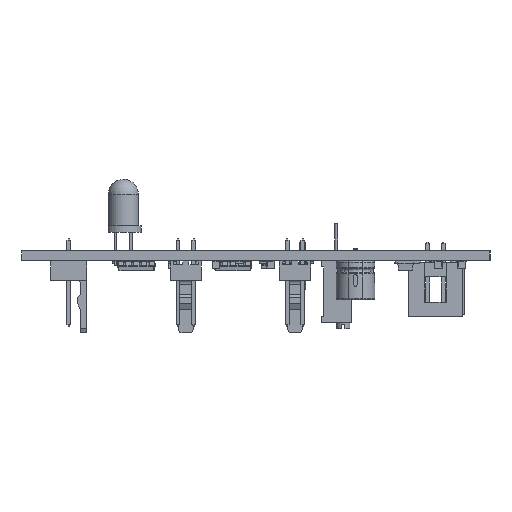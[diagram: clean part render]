
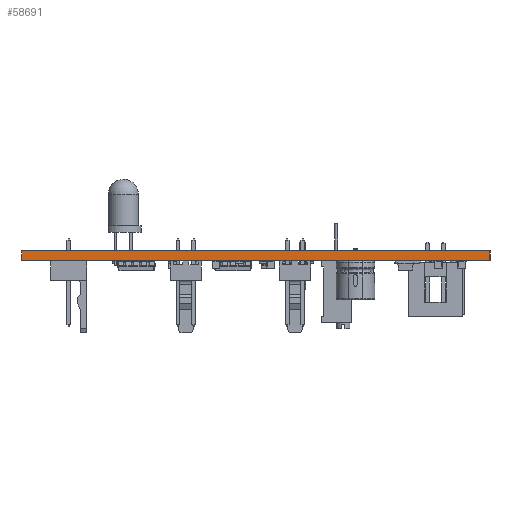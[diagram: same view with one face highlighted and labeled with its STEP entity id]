
A CAD part, left-side view. The second image highlights one B-rep face of the part: STEP entity #58691.
In plain terms, the highlighted planar face has unit normal (-1, 0, 0).
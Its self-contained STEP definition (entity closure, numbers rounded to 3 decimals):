
#58510 = PLANE('',#58511);
#58511 = AXIS2_PLACEMENT_3D('',#58512,#58513,#58514);
#58512 = CARTESIAN_POINT('',(209.296,-135.743,0.));
#58513 = DIRECTION('',(0.,-1.,0.));
#58514 = DIRECTION('',(-1.,0.,0.));
#58535 = VERTEX_POINT('',#58536);
#58536 = CARTESIAN_POINT('',(86.106,-135.743,1.58));
#58550 = PLANE('',#58551);
#58551 = AXIS2_PLACEMENT_3D('',#58552,#58553,#58554);
#58552 = CARTESIAN_POINT('',(147.701,-97.643,1.58));
#58553 = DIRECTION('',(-0.,-0.,-1.));
#58554 = DIRECTION('',(-1.,0.,0.));
#58562 = EDGE_CURVE('',#58563,#58535,#58565,.T.);
#58563 = VERTEX_POINT('',#58564);
#58564 = CARTESIAN_POINT('',(86.106,-135.743,0.));
#58565 = SURFACE_CURVE('',#58566,(#58570,#58577),.PCURVE_S1.);
#58566 = LINE('',#58567,#58568);
#58567 = CARTESIAN_POINT('',(86.106,-135.743,0.));
#58568 = VECTOR('',#58569,1.);
#58569 = DIRECTION('',(0.,0.,1.));
#58570 = PCURVE('',#58510,#58571);
#58571 = DEFINITIONAL_REPRESENTATION('',(#58572),#58576);
#58572 = LINE('',#58573,#58574);
#58573 = CARTESIAN_POINT('',(123.19,0.));
#58574 = VECTOR('',#58575,1.);
#58575 = DIRECTION('',(0.,-1.));
#58576 = ( GEOMETRIC_REPRESENTATION_CONTEXT(2) 
PARAMETRIC_REPRESENTATION_CONTEXT() REPRESENTATION_CONTEXT('2D SPACE',''
  ) );
#58577 = PCURVE('',#58578,#58583);
#58578 = PLANE('',#58579);
#58579 = AXIS2_PLACEMENT_3D('',#58580,#58581,#58582);
#58580 = CARTESIAN_POINT('',(86.106,-135.743,0.));
#58581 = DIRECTION('',(-1.,0.,0.));
#58582 = DIRECTION('',(0.,1.,0.));
#58583 = DEFINITIONAL_REPRESENTATION('',(#58584),#58588);
#58584 = LINE('',#58585,#58586);
#58585 = CARTESIAN_POINT('',(0.,0.));
#58586 = VECTOR('',#58587,1.);
#58587 = DIRECTION('',(0.,-1.));
#58588 = ( GEOMETRIC_REPRESENTATION_CONTEXT(2) 
PARAMETRIC_REPRESENTATION_CONTEXT() REPRESENTATION_CONTEXT('2D SPACE',''
  ) );
#58604 = PLANE('',#58605);
#58605 = AXIS2_PLACEMENT_3D('',#58606,#58607,#58608);
#58606 = CARTESIAN_POINT('',(147.701,-97.643,0.));
#58607 = DIRECTION('',(-0.,-0.,-1.));
#58608 = DIRECTION('',(-1.,0.,0.));
#58637 = PLANE('',#58638);
#58638 = AXIS2_PLACEMENT_3D('',#58639,#58640,#58641);
#58639 = CARTESIAN_POINT('',(86.106,-59.543,0.));
#58640 = DIRECTION('',(0.,1.,0.));
#58641 = DIRECTION('',(1.,0.,0.));
#58691 = ADVANCED_FACE('',(#58692),#58578,.T.);
#58692 = FACE_BOUND('',#58693,.T.);
#58693 = EDGE_LOOP('',(#58694,#58695,#58718,#58741));
#58694 = ORIENTED_EDGE('',*,*,#58562,.T.);
#58695 = ORIENTED_EDGE('',*,*,#58696,.T.);
#58696 = EDGE_CURVE('',#58535,#58697,#58699,.T.);
#58697 = VERTEX_POINT('',#58698);
#58698 = CARTESIAN_POINT('',(86.106,-59.543,1.58));
#58699 = SURFACE_CURVE('',#58700,(#58704,#58711),.PCURVE_S1.);
#58700 = LINE('',#58701,#58702);
#58701 = CARTESIAN_POINT('',(86.106,-135.743,1.58));
#58702 = VECTOR('',#58703,1.);
#58703 = DIRECTION('',(0.,1.,0.));
#58704 = PCURVE('',#58578,#58705);
#58705 = DEFINITIONAL_REPRESENTATION('',(#58706),#58710);
#58706 = LINE('',#58707,#58708);
#58707 = CARTESIAN_POINT('',(0.,-1.58));
#58708 = VECTOR('',#58709,1.);
#58709 = DIRECTION('',(1.,0.));
#58710 = ( GEOMETRIC_REPRESENTATION_CONTEXT(2) 
PARAMETRIC_REPRESENTATION_CONTEXT() REPRESENTATION_CONTEXT('2D SPACE',''
  ) );
#58711 = PCURVE('',#58550,#58712);
#58712 = DEFINITIONAL_REPRESENTATION('',(#58713),#58717);
#58713 = LINE('',#58714,#58715);
#58714 = CARTESIAN_POINT('',(61.595,-38.1));
#58715 = VECTOR('',#58716,1.);
#58716 = DIRECTION('',(0.,1.));
#58717 = ( GEOMETRIC_REPRESENTATION_CONTEXT(2) 
PARAMETRIC_REPRESENTATION_CONTEXT() REPRESENTATION_CONTEXT('2D SPACE',''
  ) );
#58718 = ORIENTED_EDGE('',*,*,#58719,.F.);
#58719 = EDGE_CURVE('',#58720,#58697,#58722,.T.);
#58720 = VERTEX_POINT('',#58721);
#58721 = CARTESIAN_POINT('',(86.106,-59.543,0.));
#58722 = SURFACE_CURVE('',#58723,(#58727,#58734),.PCURVE_S1.);
#58723 = LINE('',#58724,#58725);
#58724 = CARTESIAN_POINT('',(86.106,-59.543,0.));
#58725 = VECTOR('',#58726,1.);
#58726 = DIRECTION('',(0.,0.,1.));
#58727 = PCURVE('',#58578,#58728);
#58728 = DEFINITIONAL_REPRESENTATION('',(#58729),#58733);
#58729 = LINE('',#58730,#58731);
#58730 = CARTESIAN_POINT('',(76.2,0.));
#58731 = VECTOR('',#58732,1.);
#58732 = DIRECTION('',(0.,-1.));
#58733 = ( GEOMETRIC_REPRESENTATION_CONTEXT(2) 
PARAMETRIC_REPRESENTATION_CONTEXT() REPRESENTATION_CONTEXT('2D SPACE',''
  ) );
#58734 = PCURVE('',#58637,#58735);
#58735 = DEFINITIONAL_REPRESENTATION('',(#58736),#58740);
#58736 = LINE('',#58737,#58738);
#58737 = CARTESIAN_POINT('',(0.,0.));
#58738 = VECTOR('',#58739,1.);
#58739 = DIRECTION('',(0.,-1.));
#58740 = ( GEOMETRIC_REPRESENTATION_CONTEXT(2) 
PARAMETRIC_REPRESENTATION_CONTEXT() REPRESENTATION_CONTEXT('2D SPACE',''
  ) );
#58741 = ORIENTED_EDGE('',*,*,#58742,.F.);
#58742 = EDGE_CURVE('',#58563,#58720,#58743,.T.);
#58743 = SURFACE_CURVE('',#58744,(#58748,#58755),.PCURVE_S1.);
#58744 = LINE('',#58745,#58746);
#58745 = CARTESIAN_POINT('',(86.106,-135.743,0.));
#58746 = VECTOR('',#58747,1.);
#58747 = DIRECTION('',(0.,1.,0.));
#58748 = PCURVE('',#58578,#58749);
#58749 = DEFINITIONAL_REPRESENTATION('',(#58750),#58754);
#58750 = LINE('',#58751,#58752);
#58751 = CARTESIAN_POINT('',(0.,0.));
#58752 = VECTOR('',#58753,1.);
#58753 = DIRECTION('',(1.,0.));
#58754 = ( GEOMETRIC_REPRESENTATION_CONTEXT(2) 
PARAMETRIC_REPRESENTATION_CONTEXT() REPRESENTATION_CONTEXT('2D SPACE',''
  ) );
#58755 = PCURVE('',#58604,#58756);
#58756 = DEFINITIONAL_REPRESENTATION('',(#58757),#58761);
#58757 = LINE('',#58758,#58759);
#58758 = CARTESIAN_POINT('',(61.595,-38.1));
#58759 = VECTOR('',#58760,1.);
#58760 = DIRECTION('',(0.,1.));
#58761 = ( GEOMETRIC_REPRESENTATION_CONTEXT(2) 
PARAMETRIC_REPRESENTATION_CONTEXT() REPRESENTATION_CONTEXT('2D SPACE',''
  ) );
